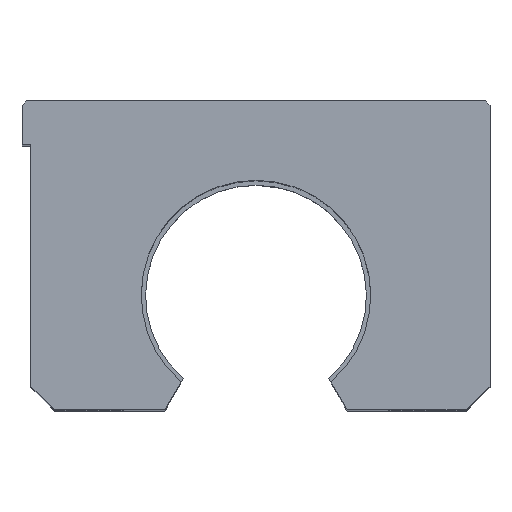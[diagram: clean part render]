
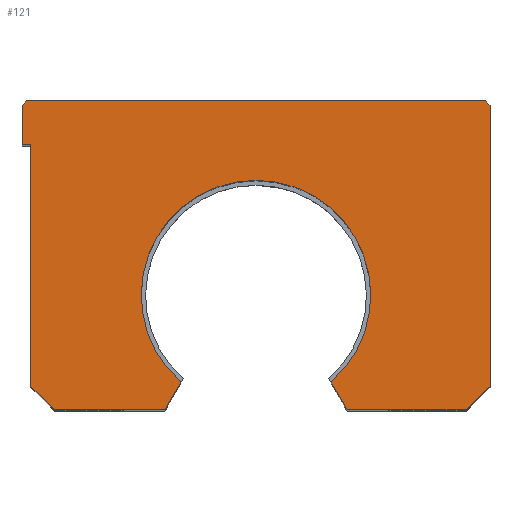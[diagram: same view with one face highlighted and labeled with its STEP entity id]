
A CAD part, top view. The second image highlights one B-rep face of the part: STEP entity #121.
In plain terms, the highlighted planar face has unit normal (0, 0, 1).
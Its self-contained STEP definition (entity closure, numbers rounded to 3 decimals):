
#121 = ADVANCED_FACE( '', ( #266 ), #267, .T. );
#266 = FACE_OUTER_BOUND( '', #471, .T. );
#267 = PLANE( '', #472 );
#471 = EDGE_LOOP( '', ( #910, #911, #912, #913, #914, #915, #916, #917, #918, #919, #920, #921, #922, #923, #924 ) );
#472 = AXIS2_PLACEMENT_3D( '', #925, #926, #927 );
#910 = ORIENTED_EDGE( '', *, *, #1441, .T. );
#911 = ORIENTED_EDGE( '', *, *, #1451, .F. );
#912 = ORIENTED_EDGE( '', *, *, #1452, .F. );
#913 = ORIENTED_EDGE( '', *, *, #1453, .F. );
#914 = ORIENTED_EDGE( '', *, *, #1454, .F. );
#915 = ORIENTED_EDGE( '', *, *, #1455, .F. );
#916 = ORIENTED_EDGE( '', *, *, #1456, .F. );
#917 = ORIENTED_EDGE( '', *, *, #1457, .F. );
#918 = ORIENTED_EDGE( '', *, *, #1458, .F. );
#919 = ORIENTED_EDGE( '', *, *, #1459, .F. );
#920 = ORIENTED_EDGE( '', *, *, #1460, .F. );
#921 = ORIENTED_EDGE( '', *, *, #1461, .F. );
#922 = ORIENTED_EDGE( '', *, *, #1448, .T. );
#923 = ORIENTED_EDGE( '', *, *, #1357, .T. );
#924 = ORIENTED_EDGE( '', *, *, #1462, .T. );
#925 = CARTESIAN_POINT( '', ( 0., 0., 84. ) );
#926 = DIRECTION( '', ( 0., 0., 1. ) );
#927 = DIRECTION( '', ( 1., 0., 0. ) );
#1357 = EDGE_CURVE( '', #1624, #1621, #1625, .T. );
#1441 = EDGE_CURVE( '', #1762, #1760, #1763, .T. );
#1448 = EDGE_CURVE( '', #1773, #1624, #1774, .T. );
#1451 = EDGE_CURVE( '', #1778, #1760, #1779, .T. );
#1452 = EDGE_CURVE( '', #1780, #1778, #1781, .T. );
#1453 = EDGE_CURVE( '', #1782, #1780, #1783, .T. );
#1454 = EDGE_CURVE( '', #1784, #1782, #1785, .T. );
#1455 = EDGE_CURVE( '', #1786, #1784, #1787, .T. );
#1456 = EDGE_CURVE( '', #1788, #1786, #1789, .T. );
#1457 = EDGE_CURVE( '', #1790, #1788, #1791, .T. );
#1458 = EDGE_CURVE( '', #1792, #1790, #1793, .T. );
#1459 = EDGE_CURVE( '', #1794, #1792, #1795, .T. );
#1460 = EDGE_CURVE( '', #1796, #1794, #1797, .T. );
#1461 = EDGE_CURVE( '', #1773, #1796, #1798, .T. );
#1462 = EDGE_CURVE( '', #1621, #1762, #1799, .T. );
#1621 = VERTEX_POINT( '', #2090 );
#1624 = VERTEX_POINT( '', #2094 );
#1625 = CIRCLE( '', #2095, 13. );
#1760 = VERTEX_POINT( '', #2395 );
#1762 = VERTEX_POINT( '', #2398 );
#1763 = LINE( '', #2399, #2400 );
#1773 = VERTEX_POINT( '', #2416 );
#1774 = LINE( '', #2417, #2418 );
#1778 = VERTEX_POINT( '', #2424 );
#1779 = LINE( '', #2425, #2426 );
#1780 = VERTEX_POINT( '', #2427 );
#1781 = LINE( '', #2428, #2429 );
#1782 = VERTEX_POINT( '', #2430 );
#1783 = LINE( '', #2431, #2432 );
#1784 = VERTEX_POINT( '', #2433 );
#1785 = LINE( '', #2434, #2435 );
#1786 = VERTEX_POINT( '', #2436 );
#1787 = LINE( '', #2437, #2438 );
#1788 = VERTEX_POINT( '', #2439 );
#1789 = LINE( '', #2440, #2441 );
#1790 = VERTEX_POINT( '', #2442 );
#1791 = LINE( '', #2443, #2444 );
#1792 = VERTEX_POINT( '', #2445 );
#1793 = LINE( '', #2446, #2447 );
#1794 = VERTEX_POINT( '', #2448 );
#1795 = LINE( '', #2449, #2450 );
#1796 = VERTEX_POINT( '', #2451 );
#1797 = LINE( '', #2452, #2453 );
#1798 = LINE( '', #2454, #2455 );
#1799 = CIRCLE( '', #2456, 13. );
#2090 = CARTESIAN_POINT( '', ( 0., 26., 84. ) );
#2094 = CARTESIAN_POINT( '', ( -8.5, 3.164, 84. ) );
#2095 = AXIS2_PLACEMENT_3D( '', #2735, #2736, #2737 );
#2395 = CARTESIAN_POINT( '', ( 10.327, 0., 84. ) );
#2398 = CARTESIAN_POINT( '', ( 8.5, 3.164, 84. ) );
#2399 = CARTESIAN_POINT( '', ( 9.324, 1.736, 84. ) );
#2400 = VECTOR( '', #2907, 1. );
#2416 = CARTESIAN_POINT( '', ( -10.327, 0., 84. ) );
#2417 = CARTESIAN_POINT( '', ( -3.872, 11.179, 84. ) );
#2418 = VECTOR( '', #2914, 1. );
#2424 = CARTESIAN_POINT( '', ( 23.8, 0., 84. ) );
#2425 = CARTESIAN_POINT( '', ( -22.8, 0., 84. ) );
#2426 = VECTOR( '', #2917, 1. );
#2427 = CARTESIAN_POINT( '', ( 26.5, 2.7, 84. ) );
#2428 = CARTESIAN_POINT( '', ( 23.8, 0., 84. ) );
#2429 = VECTOR( '', #2918, 1. );
#2430 = CARTESIAN_POINT( '', ( 26.5, 34.5, 84. ) );
#2431 = CARTESIAN_POINT( '', ( 26.5, 2.7, 84. ) );
#2432 = VECTOR( '', #2919, 1. );
#2433 = CARTESIAN_POINT( '', ( 26., 35., 84. ) );
#2434 = CARTESIAN_POINT( '', ( 26.5, 34.5, 84. ) );
#2435 = VECTOR( '', #2920, 1. );
#2436 = CARTESIAN_POINT( '', ( -26., 35., 84. ) );
#2437 = CARTESIAN_POINT( '', ( 26., 35., 84. ) );
#2438 = VECTOR( '', #2921, 1. );
#2439 = CARTESIAN_POINT( '', ( -26.5, 34.5, 84. ) );
#2440 = CARTESIAN_POINT( '', ( -26., 35., 84. ) );
#2441 = VECTOR( '', #2922, 1. );
#2442 = CARTESIAN_POINT( '', ( -26.5, 30., 84. ) );
#2443 = CARTESIAN_POINT( '', ( -26.5, 34.5, 84. ) );
#2444 = VECTOR( '', #2923, 1. );
#2445 = CARTESIAN_POINT( '', ( -25.5, 30., 84. ) );
#2446 = CARTESIAN_POINT( '', ( -26.5, 30., 84. ) );
#2447 = VECTOR( '', #2924, 1. );
#2448 = CARTESIAN_POINT( '', ( -25.5, 2.7, 84. ) );
#2449 = CARTESIAN_POINT( '', ( -25.5, 30., 84. ) );
#2450 = VECTOR( '', #2925, 1. );
#2451 = CARTESIAN_POINT( '', ( -22.8, 0., 84. ) );
#2452 = CARTESIAN_POINT( '', ( -25.5, 2.7, 84. ) );
#2453 = VECTOR( '', #2926, 1. );
#2454 = CARTESIAN_POINT( '', ( -22.8, 0., 84. ) );
#2455 = VECTOR( '', #2927, 1. );
#2456 = AXIS2_PLACEMENT_3D( '', #2928, #2929, #2930 );
#2735 = CARTESIAN_POINT( '', ( 0., 13., 84. ) );
#2736 = DIRECTION( '', ( 0., 0., -1. ) );
#2737 = DIRECTION( '', ( 0., 1., 0. ) );
#2907 = DIRECTION( '', ( 0.5, -0.866, 0. ) );
#2914 = DIRECTION( '', ( 0.5, 0.866, 0. ) );
#2917 = DIRECTION( '', ( -1., 0., 0. ) );
#2918 = DIRECTION( '', ( -0.707, -0.707, 0. ) );
#2919 = DIRECTION( '', ( 0., -1., 0. ) );
#2920 = DIRECTION( '', ( 0.707, -0.707, 0. ) );
#2921 = DIRECTION( '', ( 1., 0., 0. ) );
#2922 = DIRECTION( '', ( 0.707, 0.707, 0. ) );
#2923 = DIRECTION( '', ( 0., 1., 0. ) );
#2924 = DIRECTION( '', ( -1., 0., 0. ) );
#2925 = DIRECTION( '', ( 0., 1., 0. ) );
#2926 = DIRECTION( '', ( -0.707, 0.707, 0. ) );
#2927 = DIRECTION( '', ( -1., 0., 0. ) );
#2928 = CARTESIAN_POINT( '', ( 0., 13., 84. ) );
#2929 = DIRECTION( '', ( 0., 0., -1. ) );
#2930 = DIRECTION( '', ( 0., 1., 0. ) );
